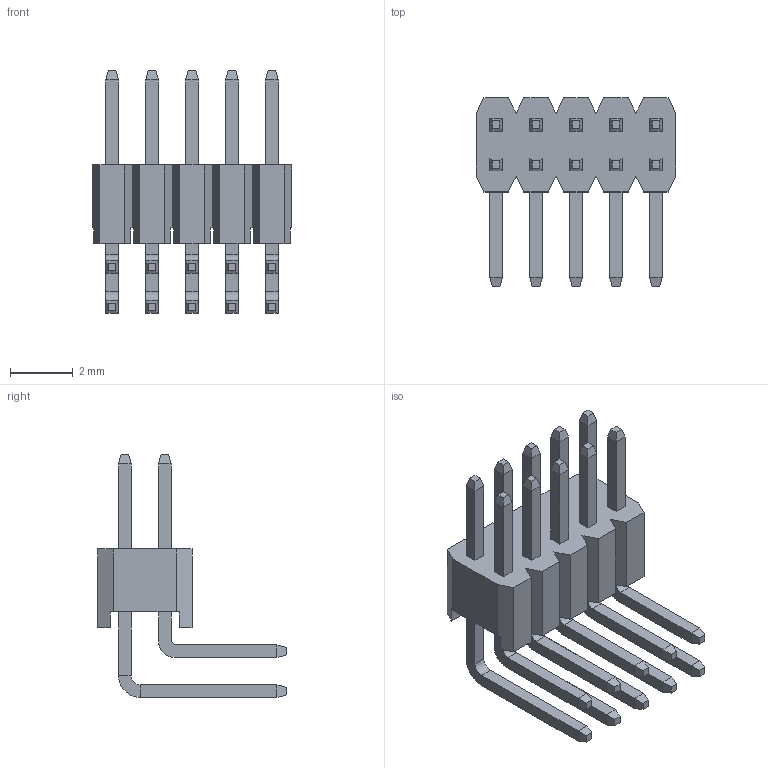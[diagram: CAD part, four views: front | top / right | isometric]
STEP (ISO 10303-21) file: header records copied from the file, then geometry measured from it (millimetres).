
FILE_DESCRIPTION (( 'STEP AP214' ), '1' );
FILE_NAME ('FPH12734-D10B1014070807B-REF.STEP', '2024-12-11T08:54:10', ( '' ), ( '' ), 'SwSTEP 2.0', 'SolidWorks 2021', '' );
FILE_SCHEMA (( 'AUTOMOTIVE_DESIGN' ));
Length unit declared in the file: millimetre
Products named in the file (1): FPH12734-D10B1014070807B-REF
Bounding box: 6.35 x 6 x 7.72 mm (x, y, z)
Volume: 52 mm3; surface area: 239.2 mm2
Topology: 1 solids, 1 shells, 294 faces, 696 edges, 424 vertices
Faces by surface type: plane 274, cylinder 20
Entity records: 8194 total; most frequent: CARTESIAN_POINT 1415, ORIENTED_EDGE 1392, DIRECTION 1326, EDGE_CURVE 696, VECTOR 656, LINE 656, VERTEX_POINT 424, AXIS2_PLACEMENT_3D 335
